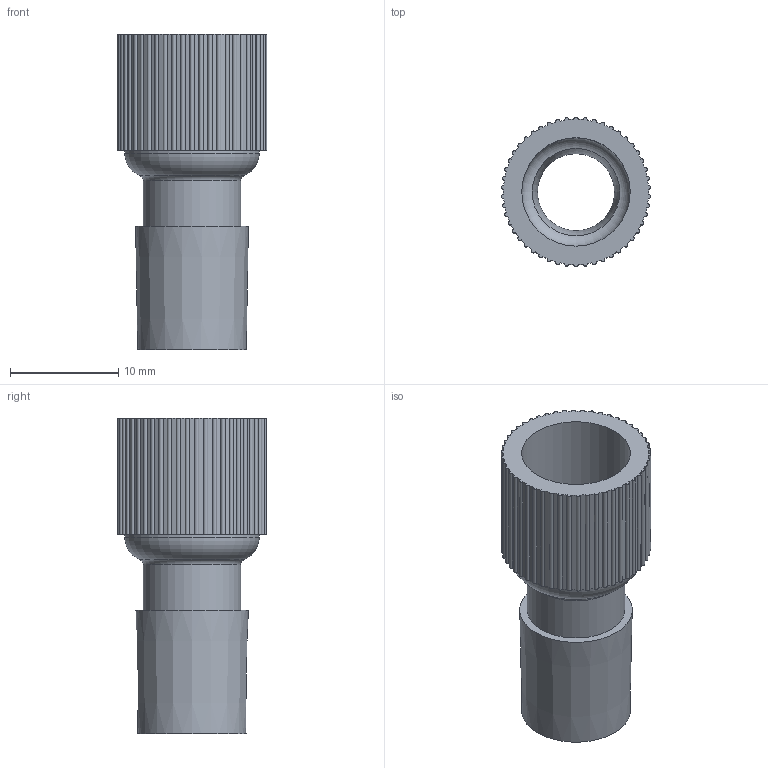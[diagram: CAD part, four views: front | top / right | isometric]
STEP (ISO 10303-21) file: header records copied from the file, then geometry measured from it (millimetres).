
FILE_DESCRIPTION(/* description */ (''),/* implementation_level */ '2;1');
FILE_NAME(/* name */ '10F11.47 Dreagar.step',/* time_stamp */ '2020-04-02T13:31:37+03:00',/* author */ (''),/* organization */ (''),/* preprocessor_version */ 'ST-DEVELOPER v18',/* originating_system */ 'Autodesk Translation Framework v8.12.0.6',/* authorisation */ '');
FILE_SCHEMA (('AUTOMOTIVE_DESIGN { 1 0 10303 214 3 1 1 }'));
Length unit declared in the file: millimetre
Products named in the file (1): hosegreen2
Bounding box: 13.77 x 13.8 x 29.1 mm (x, y, z)
Volume: 1114.6 mm3; surface area: 2198.1 mm2
Topology: 1 solids, 1 shells, 116 faces, 331 edges, 220 vertices
Faces by surface type: cylinder 105, plane 5, torus 4, cone 2
Full cylindrical faces by diameter (mm): 7.1 x1, 8.8 x1, 9 x1, 10 x1, 12.4 x1
Entity records: 3967 total; most frequent: DIRECTION 789, CARTESIAN_POINT 668, ORIENTED_EDGE 662, AXIS2_PLACEMENT_3D 341, EDGE_CURVE 331, CIRCLE 224, VERTEX_POINT 220, EDGE_LOOP 121
